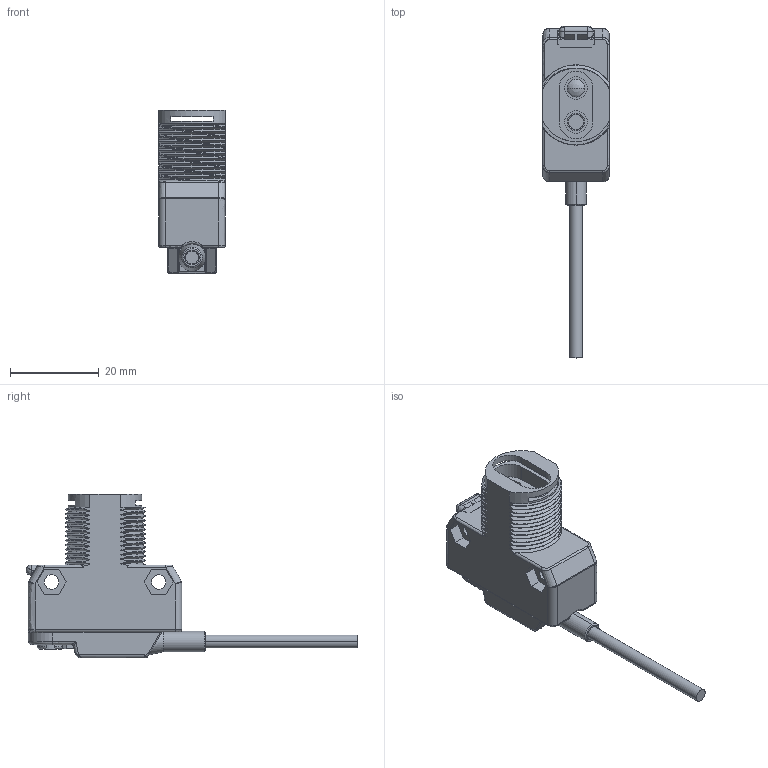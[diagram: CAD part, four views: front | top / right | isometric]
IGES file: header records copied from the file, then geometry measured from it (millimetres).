
Start section:  PTC IGES file: 139726.igs
Global section: file name: 139726.igs; native system: Pro/ENGINEER by Parametric Technology Corporation; preprocessor: 2006170; author: banengservice; organization: Unknown; date: 20080507.131832; units: inch
Bounding box: 15 x 74.63 x 36.86 mm (x, y, z)
Volume: 7038.6 mm3; surface area: 9764.1 mm2
Topology: 2 solids, 2 shells, 954 faces, 2439 edges, 1531 vertices
Faces by surface type: bspline 563, revolution 391
